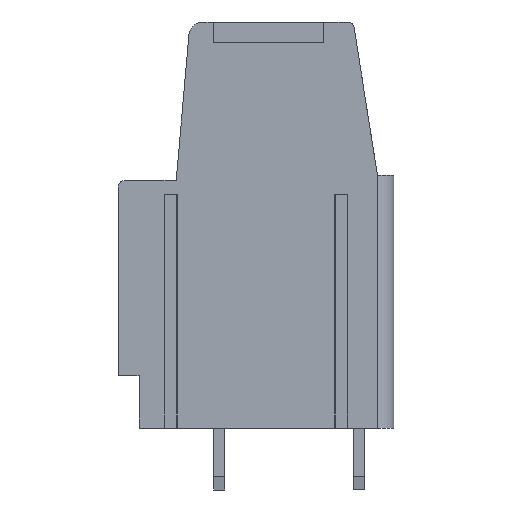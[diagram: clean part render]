
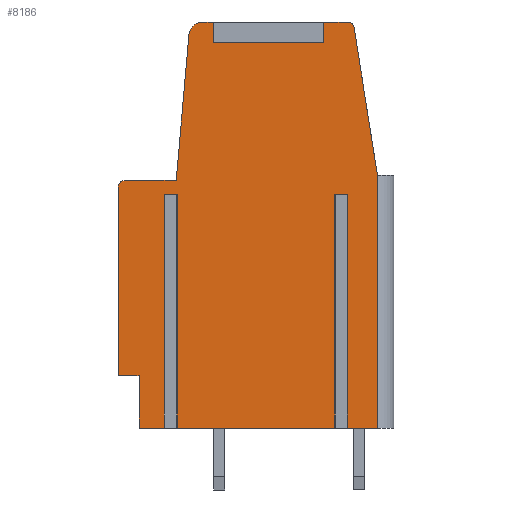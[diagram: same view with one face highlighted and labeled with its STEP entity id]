
A CAD part, left-side view. The second image highlights one B-rep face of the part: STEP entity #8186.
In plain terms, the highlighted planar face has unit normal (-1, 0, 0).
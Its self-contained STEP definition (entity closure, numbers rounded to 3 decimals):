
#512=LINE('',#11913,#1093);
#513=LINE('',#11915,#1094);
#516=LINE('',#11924,#1097);
#519=LINE('',#11931,#1100);
#520=LINE('',#11935,#1101);
#521=LINE('',#11941,#1102);
#522=LINE('',#11945,#1103);
#523=LINE('',#11949,#1104);
#524=LINE('',#11955,#1105);
#542=LINE('',#11993,#1123);
#544=LINE('',#11998,#1125);
#549=LINE('',#12011,#1130);
#551=LINE('',#12016,#1132);
#553=LINE('',#12019,#1134);
#564=LINE('',#12035,#1145);
#565=LINE('',#12036,#1146);
#566=LINE('',#12037,#1147);
#606=LINE('',#12221,#1187);
#611=LINE('',#12231,#1192);
#613=LINE('',#12235,#1194);
#614=LINE('',#12236,#1195);
#1093=VECTOR('',#9789,1000.);
#1094=VECTOR('',#9792,1000.);
#1097=VECTOR('',#9799,1000.);
#1100=VECTOR('',#9806,1000.);
#1101=VECTOR('',#9811,1000.);
#1102=VECTOR('',#9818,1000.);
#1103=VECTOR('',#9823,1000.);
#1104=VECTOR('',#9828,1000.);
#1105=VECTOR('',#9835,1000.);
#1123=VECTOR('',#9865,1000.);
#1125=VECTOR('',#9869,1000.);
#1130=VECTOR('',#9882,1000.);
#1132=VECTOR('',#9886,1000.);
#1134=VECTOR('',#9890,1000.);
#1145=VECTOR('',#9903,1000.);
#1146=VECTOR('',#9904,1000.);
#1147=VECTOR('',#9905,1000.);
#1187=VECTOR('',#10019,1000.);
#1192=VECTOR('',#10028,1000.);
#1194=VECTOR('',#10032,1000.);
#1195=VECTOR('',#10033,1000.);
#2708=ORIENTED_EDGE('',*,*,#3644,.F.);
#2709=ORIENTED_EDGE('',*,*,#3641,.T.);
#2710=ORIENTED_EDGE('',*,*,#3639,.T.);
#2711=ORIENTED_EDGE('',*,*,#3687,.F.);
#2712=ORIENTED_EDGE('',*,*,#3637,.F.);
#2713=ORIENTED_EDGE('',*,*,#3634,.T.);
#2714=ORIENTED_EDGE('',*,*,#3632,.T.);
#2715=ORIENTED_EDGE('',*,*,#3686,.F.);
#2716=ORIENTED_EDGE('',*,*,#3628,.F.);
#2717=ORIENTED_EDGE('',*,*,#3624,.F.);
#2718=ORIENTED_EDGE('',*,*,#3744,.F.);
#2719=ORIENTED_EDGE('',*,*,#3752,.F.);
#2720=ORIENTED_EDGE('',*,*,#3745,.F.);
#2721=ORIENTED_EDGE('',*,*,#3623,.T.);
#2722=ORIENTED_EDGE('',*,*,#3750,.F.);
#2723=ORIENTED_EDGE('',*,*,#3753,.F.);
#2724=ORIENTED_EDGE('',*,*,#3754,.F.);
#2725=ORIENTED_EDGE('',*,*,#3662,.F.);
#2726=ORIENTED_EDGE('',*,*,#3664,.F.);
#2727=ORIENTED_EDGE('',*,*,#3668,.F.);
#2728=ORIENTED_EDGE('',*,*,#3671,.T.);
#2729=ORIENTED_EDGE('',*,*,#3673,.T.);
#2730=ORIENTED_EDGE('',*,*,#3675,.F.);
#2731=ORIENTED_EDGE('',*,*,#3688,.F.);
#3623=EDGE_CURVE('',#4275,#4277,#512,.T.);
#3624=EDGE_CURVE('',#4278,#4279,#513,.T.);
#3628=EDGE_CURVE('',#4279,#4282,#516,.T.);
#3632=EDGE_CURVE('',#4284,#4283,#519,.T.);
#3634=EDGE_CURVE('',#4285,#4284,#520,.T.);
#3637=EDGE_CURVE('',#4285,#4286,#521,.T.);
#3639=EDGE_CURVE('',#4288,#4287,#522,.T.);
#3641=EDGE_CURVE('',#4289,#4288,#523,.T.);
#3644=EDGE_CURVE('',#4289,#4290,#524,.T.);
#3662=EDGE_CURVE('',#4304,#4301,#542,.T.);
#3664=EDGE_CURVE('',#4306,#4304,#544,.T.);
#3668=EDGE_CURVE('',#4308,#4306,#4556,.T.);
#3671=EDGE_CURVE('',#4308,#4310,#549,.T.);
#3673=EDGE_CURVE('',#4310,#4311,#551,.T.);
#3675=EDGE_CURVE('',#4313,#4311,#553,.T.);
#3686=EDGE_CURVE('',#4282,#4283,#564,.T.);
#3687=EDGE_CURVE('',#4286,#4287,#565,.T.);
#3688=EDGE_CURVE('',#4290,#4313,#566,.T.);
#3744=EDGE_CURVE('',#4357,#4278,#4564,.T.);
#3745=EDGE_CURVE('',#4275,#4358,#606,.T.);
#3750=EDGE_CURVE('',#4361,#4277,#611,.T.);
#3752=EDGE_CURVE('',#4358,#4357,#613,.T.);
#3753=EDGE_CURVE('',#4362,#4361,#614,.T.);
#3754=EDGE_CURVE('',#4301,#4362,#4565,.T.);
#4275=VERTEX_POINT('',#11908);
#4277=VERTEX_POINT('',#11912);
#4278=VERTEX_POINT('',#11916);
#4279=VERTEX_POINT('',#11917);
#4282=VERTEX_POINT('',#11925);
#4283=VERTEX_POINT('',#11930);
#4284=VERTEX_POINT('',#11932);
#4285=VERTEX_POINT('',#11936);
#4286=VERTEX_POINT('',#11940);
#4287=VERTEX_POINT('',#11944);
#4288=VERTEX_POINT('',#11946);
#4289=VERTEX_POINT('',#11950);
#4290=VERTEX_POINT('',#11954);
#4301=VERTEX_POINT('',#11987);
#4304=VERTEX_POINT('',#11992);
#4306=VERTEX_POINT('',#11997);
#4308=VERTEX_POINT('',#12004);
#4310=VERTEX_POINT('',#12010);
#4311=VERTEX_POINT('',#12014);
#4313=VERTEX_POINT('',#12020);
#4357=VERTEX_POINT('',#12218);
#4358=VERTEX_POINT('',#12222);
#4361=VERTEX_POINT('',#12232);
#4362=VERTEX_POINT('',#12237);
#4556=CIRCLE('',#8598,0.5);
#4564=CIRCLE('',#8638,0.5);
#4565=CIRCLE('',#8643,1.);
#4906=EDGE_LOOP('',(#2708,#2709,#2710,#2711,#2712,#2713,#2714,#2715,#2716,
#2717,#2718,#2719,#2720,#2721,#2722,#2723,#2724,#2725,#2726,#2727,#2728,
#2729,#2730,#2731));
#5291=FACE_BOUND('',#4906,.T.);
#5570=PLANE('',#8642);
#8186=ADVANCED_FACE('',(#5291),#5570,.F.);
#8598=AXIS2_PLACEMENT_3D('',#12005,#9876,#9877);
#8638=AXIS2_PLACEMENT_3D('',#12219,#10015,#10016);
#8642=AXIS2_PLACEMENT_3D('',#12234,#10030,#10031);
#8643=AXIS2_PLACEMENT_3D('',#12238,#10034,#10035);
#9789=DIRECTION('',(0.,1.,0.));
#9792=DIRECTION('',(0.,-0.156,-0.988));
#9799=DIRECTION('',(0.,0.,-1.));
#9806=DIRECTION('',(0.,0.,-1.));
#9811=DIRECTION('',(0.,-1.,0.));
#9818=DIRECTION('',(0.,0.,-1.));
#9823=DIRECTION('',(0.,0.,-1.));
#9828=DIRECTION('',(0.,-1.,0.));
#9835=DIRECTION('',(0.,0.,-1.));
#9865=DIRECTION('',(0.,-0.087,0.996));
#9869=DIRECTION('',(0.,-1.,0.));
#9876=DIRECTION('',(1.,0.,0.));
#9877=DIRECTION('',(0.,1.,0.));
#9882=DIRECTION('',(0.,0.,-1.));
#9886=DIRECTION('',(0.,-1.,0.));
#9890=DIRECTION('',(0.,0.,1.));
#9903=DIRECTION('',(0.,1.,0.));
#9904=DIRECTION('',(0.,1.,0.));
#9905=DIRECTION('',(0.,1.,0.));
#10015=DIRECTION('',(1.,0.,0.));
#10016=DIRECTION('',(0.,1.,0.));
#10019=DIRECTION('',(0.,0.,1.));
#10028=DIRECTION('',(0.,0.,-1.));
#10030=DIRECTION('',(1.,0.,0.));
#10031=DIRECTION('',(0.,1.,0.));
#10032=DIRECTION('',(0.,-1.,0.));
#10033=DIRECTION('',(0.,-1.,0.));
#10034=DIRECTION('',(1.,0.,0.));
#10035=DIRECTION('',(0.,1.,0.));
#11908=CARTESIAN_POINT('',(-35.56,-13.4,28.));
#11912=CARTESIAN_POINT('',(-35.56,-5.4,28.));
#11913=CARTESIAN_POINT('',(-35.56,-4.349,28.));
#11915=CARTESIAN_POINT('',(-35.56,-17.3,18.5));
#11916=CARTESIAN_POINT('',(-35.56,-15.625,29.078));
#11917=CARTESIAN_POINT('',(-35.56,-17.3,18.5));
#11924=CARTESIAN_POINT('',(-35.56,-17.3,18.5));
#11925=CARTESIAN_POINT('',(-35.56,-17.3,0.));
#11930=CARTESIAN_POINT('',(-35.56,-15.171,0.));
#11931=CARTESIAN_POINT('',(-35.56,-15.171,17.));
#11932=CARTESIAN_POINT('',(-35.56,-15.171,17.));
#11935=CARTESIAN_POINT('',(-35.56,-14.229,17.));
#11936=CARTESIAN_POINT('',(-35.56,-14.229,17.));
#11940=CARTESIAN_POINT('',(-35.56,-14.229,0.));
#11941=CARTESIAN_POINT('',(-35.56,-14.229,17.));
#11944=CARTESIAN_POINT('',(-35.56,-2.771,0.));
#11945=CARTESIAN_POINT('',(-35.56,-2.771,17.));
#11946=CARTESIAN_POINT('',(-35.56,-2.771,17.));
#11949=CARTESIAN_POINT('',(-35.56,-1.829,17.));
#11950=CARTESIAN_POINT('',(-35.56,-1.829,17.));
#11954=CARTESIAN_POINT('',(-35.56,-1.829,0.));
#11955=CARTESIAN_POINT('',(-35.56,-1.829,17.));
#11987=CARTESIAN_POINT('',(-35.56,-3.626,28.587));
#11992=CARTESIAN_POINT('',(-35.56,-2.7,18.));
#11993=CARTESIAN_POINT('',(-35.56,-2.7,18.));
#11997=CARTESIAN_POINT('',(-35.56,1.,18.));
#11998=CARTESIAN_POINT('',(-35.56,-0.5,18.));
#12004=CARTESIAN_POINT('',(-35.56,1.5,17.5));
#12005=CARTESIAN_POINT('',(-35.56,1.,17.5));
#12010=CARTESIAN_POINT('',(-35.56,1.5,3.8));
#12011=CARTESIAN_POINT('',(-35.56,1.5,3.8));
#12014=CARTESIAN_POINT('',(-35.56,0.,3.8));
#12016=CARTESIAN_POINT('',(-35.56,1.5,3.8));
#12019=CARTESIAN_POINT('',(-35.56,0.,0.));
#12020=CARTESIAN_POINT('',(-35.56,0.,0.));
#12035=CARTESIAN_POINT('',(-35.56,-17.3,0.));
#12036=CARTESIAN_POINT('',(-35.56,-17.3,0.));
#12037=CARTESIAN_POINT('',(-35.56,-17.3,0.));
#12218=CARTESIAN_POINT('',(-35.56,-15.131,29.5));
#12219=CARTESIAN_POINT('',(-35.56,-15.131,29.));
#12221=CARTESIAN_POINT('',(-35.56,-13.4,28.5));
#12222=CARTESIAN_POINT('',(-35.56,-13.4,29.5));
#12231=CARTESIAN_POINT('',(-35.56,-5.4,28.5));
#12232=CARTESIAN_POINT('',(-35.56,-5.4,29.5));
#12234=CARTESIAN_POINT('',(-35.56,-4.349,28.5));
#12235=CARTESIAN_POINT('',(-35.56,-4.349,29.5));
#12236=CARTESIAN_POINT('',(-35.56,-4.349,29.5));
#12237=CARTESIAN_POINT('',(-35.56,-4.622,29.5));
#12238=CARTESIAN_POINT('',(-35.56,-4.622,28.5));
